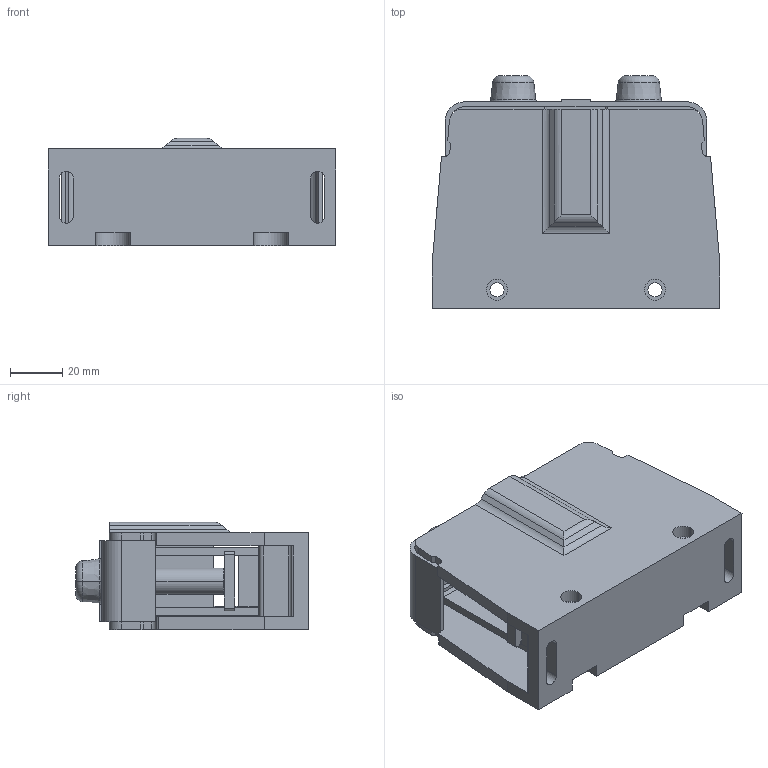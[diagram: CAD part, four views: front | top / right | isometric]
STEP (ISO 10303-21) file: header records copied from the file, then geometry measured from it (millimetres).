
FILE_DESCRIPTION((''),'2;1');
FILE_NAME('150-ZP_ASM','2024-01-26T',('dell'),(''),'PRO/ENGINEER BY PARAMETRIC TECHNOLOGY CORPORATION, 2013230','PRO/ENGINEER BY PARAMETRIC TECHNOLOGY CORPORATION, 2013230','');
FILE_SCHEMA(('AUTOMOTIVE_DESIGN { 1 0 10303 214 1 1 1 1 }'));
Length unit declared in the file: millimetre
Products named in the file (1): 150-ZP_ASM
Bounding box: 110 x 88.8 x 41 mm (x, y, z)
Volume: 186960.9 mm3; surface area: 75500.8 mm2
Topology: 1 solids, 1 shells, 392 faces, 1158 edges, 760 vertices
Faces by surface type: plane 252, cylinder 112, torus 16, cone 12
Entity records: 14128 total; most frequent: CARTESIAN_POINT 2329, ORIENTED_EDGE 2316, DIRECTION 2230, EDGE_CURVE 1158, VECTOR 862, LINE 862, VERTEX_POINT 760, AXIS2_PLACEMENT_3D 684
